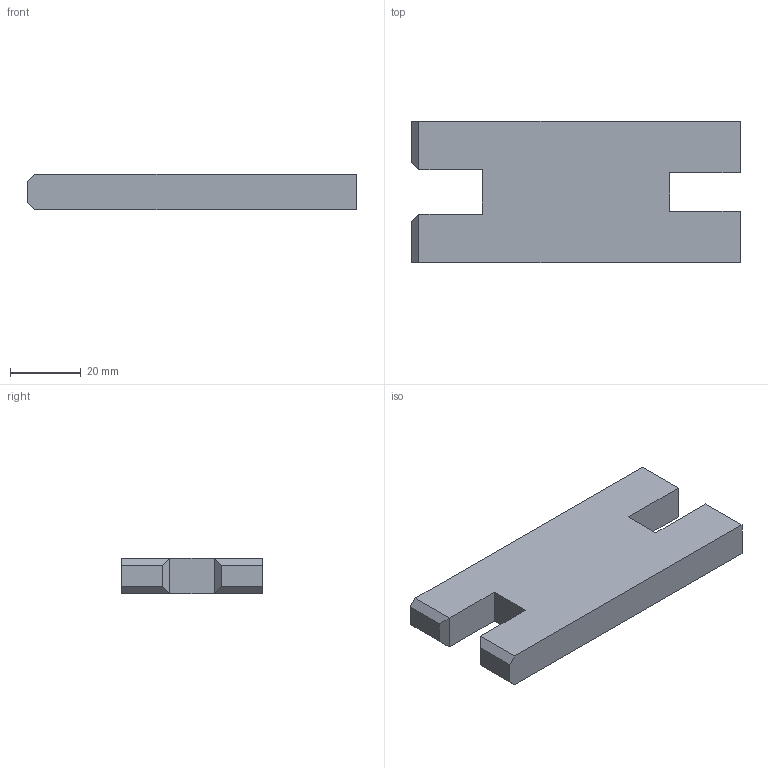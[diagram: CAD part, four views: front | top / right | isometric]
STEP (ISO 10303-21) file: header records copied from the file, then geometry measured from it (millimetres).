
FILE_DESCRIPTION(('STEP AP214'),'1');
FILE_NAME('cctmp_CA337D86-9276-4AB5-B3D4-C05549AA6FAF_2024_05_23_13_23_40_0278..stp','2024-05-23T11:23:40',('SIEMENS A&D'),('CADClick - www.CADClick.com'),'Spatial InterOp 3D',' ','unknown authorization');
FILE_SCHEMA(('AUTOMOTIVE_DESIGN'));
Length unit declared in the file: millimetre
Products named in the file (1): 2024_05_23_13_23_40_0263
Bounding box: 93 x 40 x 10 mm (x, y, z)
Volume: 32360.7 mm3; surface area: 9857.5 mm2
Topology: 1 solids, 1 shells, 20 faces, 50 edges, 32 vertices
Faces by surface type: plane 20
Entity records: 766 total; most frequent: CARTESIAN_POINT 103, ORIENTED_EDGE 100, DIRECTION 92, EDGE_CURVE 50, LINE 50, VECTOR 50, VERTEX_POINT 32, STYLED_ITEM 21
